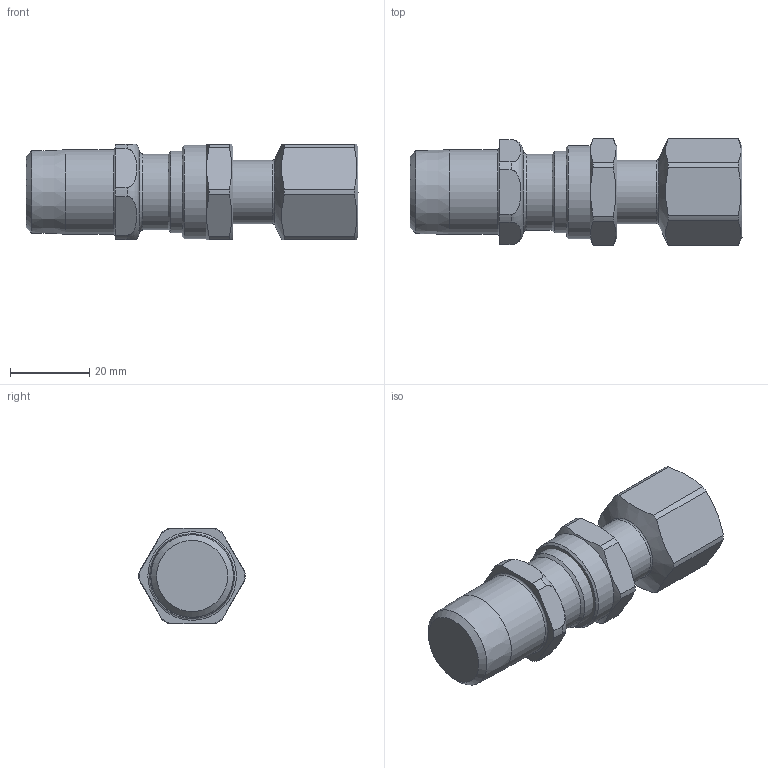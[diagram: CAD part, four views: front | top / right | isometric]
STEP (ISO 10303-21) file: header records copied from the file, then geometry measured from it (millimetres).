
FILE_DESCRIPTION(/* description */ (''),/* implementation_level */ '2;1');
FILE_NAME(/* name */ '114 O_1_2_NPT.stp',/* time_stamp */ '2021-04-21T00:49:40+05:00',/* author */ ('vinaykumark'),/* organization */ (''),/* preprocessor_version */ 'ST-DEVELOPER v18',/* originating_system */ 'Autodesk Inventor 2020',/* authorisation */ '');
FILE_SCHEMA (('AUTOMOTIVE_DESIGN { 1 0 10303 214 3 1 1 }'));
Length unit declared in the file: inch
Products named in the file (1): 114 O_1_2_NPT
Bounding box: 83.7 x 26.95 x 24 mm (x, y, z)
Volume: 34845.8 mm3; surface area: 11366.3 mm2
Topology: 5 solids, 5 shells, 82 faces, 227 edges, 158 vertices
Faces by surface type: plane 31, cylinder 28, cone 13, torus 10
Full cylindrical faces by diameter (mm): 12 x1, 14.2 x1, 16.05 x2, 16.3 x2, 19.15 x1, 20.512 x1, 21.34 x1, 23.5 x1
Entity records: 2995 total; most frequent: CARTESIAN_POINT 691, DIRECTION 481, ORIENTED_EDGE 454, EDGE_CURVE 227, AXIS2_PLACEMENT_3D 208, VERTEX_POINT 158, CIRCLE 125, STYLED_ITEM 86
